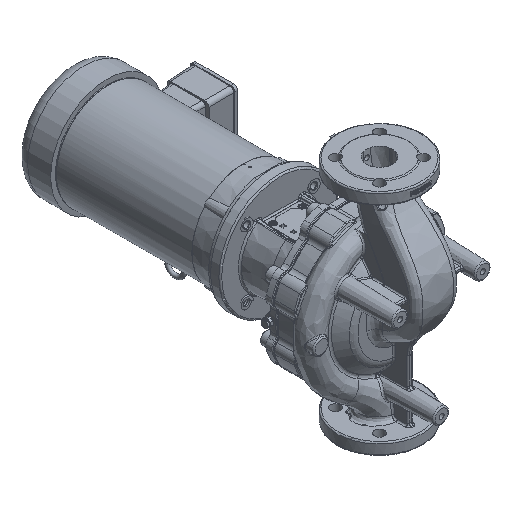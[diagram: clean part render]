
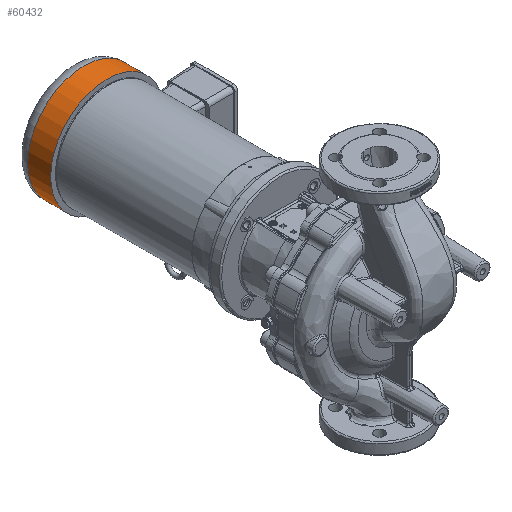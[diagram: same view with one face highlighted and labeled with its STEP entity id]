
A CAD part, isometric view. The second image highlights one B-rep face of the part: STEP entity #60432.
In plain terms, the highlighted cylindrical face has radius 109.164 mm (diameter 218.328 mm), a full revolution.
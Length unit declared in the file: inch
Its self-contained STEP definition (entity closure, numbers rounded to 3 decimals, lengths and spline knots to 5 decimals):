
#5095=CIRCLE('',#66267,4.2978);
#5096=CIRCLE('',#66268,4.2978);
#5097=CIRCLE('',#66270,4.2978);
#5098=CIRCLE('',#66271,4.2978);
#5917=CYLINDRICAL_SURFACE('',#66269,4.2978);
#9907=FACE_OUTER_BOUND('',#13365,.T.);
#13365=EDGE_LOOP('',(#53867,#53868,#53869,#53870,#53871,#53872));
#17187=LINE('',#183359,#21002);
#21002=VECTOR('',#81576,4.2978);
#28416=VERTEX_POINT('',#183352);
#28417=VERTEX_POINT('',#183354);
#28418=VERTEX_POINT('',#183358);
#28419=VERTEX_POINT('',#183360);
#37303=EDGE_CURVE('',#28417,#28416,#5095,.T.);
#37304=EDGE_CURVE('',#28416,#28417,#5096,.T.);
#37305=EDGE_CURVE('',#28416,#28418,#17187,.T.);
#37306=EDGE_CURVE('',#28418,#28419,#5097,.T.);
#37307=EDGE_CURVE('',#28419,#28418,#5098,.T.);
#53867=ORIENTED_EDGE('',*,*,#37303,.T.);
#53868=ORIENTED_EDGE('',*,*,#37305,.T.);
#53869=ORIENTED_EDGE('',*,*,#37306,.T.);
#53870=ORIENTED_EDGE('',*,*,#37307,.T.);
#53871=ORIENTED_EDGE('',*,*,#37305,.F.);
#53872=ORIENTED_EDGE('',*,*,#37304,.T.);
#60432=ADVANCED_FACE('',(#9907),#5917,.T.);
#66267=AXIS2_PLACEMENT_3D('',#183355,#81570,#81571);
#66268=AXIS2_PLACEMENT_3D('',#183356,#81572,#81573);
#66269=AXIS2_PLACEMENT_3D('',#183357,#81574,#81575);
#66270=AXIS2_PLACEMENT_3D('',#183361,#81577,#81578);
#66271=AXIS2_PLACEMENT_3D('',#183362,#81579,#81580);
#81570=DIRECTION('center_axis',(0.,-1.,0.));
#81571=DIRECTION('ref_axis',(1.,0.,0.));
#81572=DIRECTION('center_axis',(0.,-1.,0.));
#81573=DIRECTION('ref_axis',(1.,0.,0.));
#81574=DIRECTION('center_axis',(0.,1.,0.));
#81575=DIRECTION('ref_axis',(1.,0.,0.));
#81576=DIRECTION('',(0.,-1.,0.));
#81577=DIRECTION('center_axis',(0.,1.,0.));
#81578=DIRECTION('ref_axis',(1.,0.,0.));
#81579=DIRECTION('center_axis',(0.,1.,0.));
#81580=DIRECTION('ref_axis',(1.,0.,0.));
#183352=CARTESIAN_POINT('',(-4.2978,20.07804,0.));
#183354=CARTESIAN_POINT('',(4.2978,20.07804,0.));
#183355=CARTESIAN_POINT('Origin',(0.,20.07804,
0.));
#183356=CARTESIAN_POINT('Origin',(0.,20.07804,
0.));
#183357=CARTESIAN_POINT('Origin',(0.,18.32804,
0.));
#183358=CARTESIAN_POINT('',(-4.2978,18.32804,0.));
#183359=CARTESIAN_POINT('',(-4.2978,18.32804,0.));
#183360=CARTESIAN_POINT('',(4.2978,18.32804,0.));
#183361=CARTESIAN_POINT('Origin',(0.,18.32804,
0.));
#183362=CARTESIAN_POINT('Origin',(0.,18.32804,
0.));
